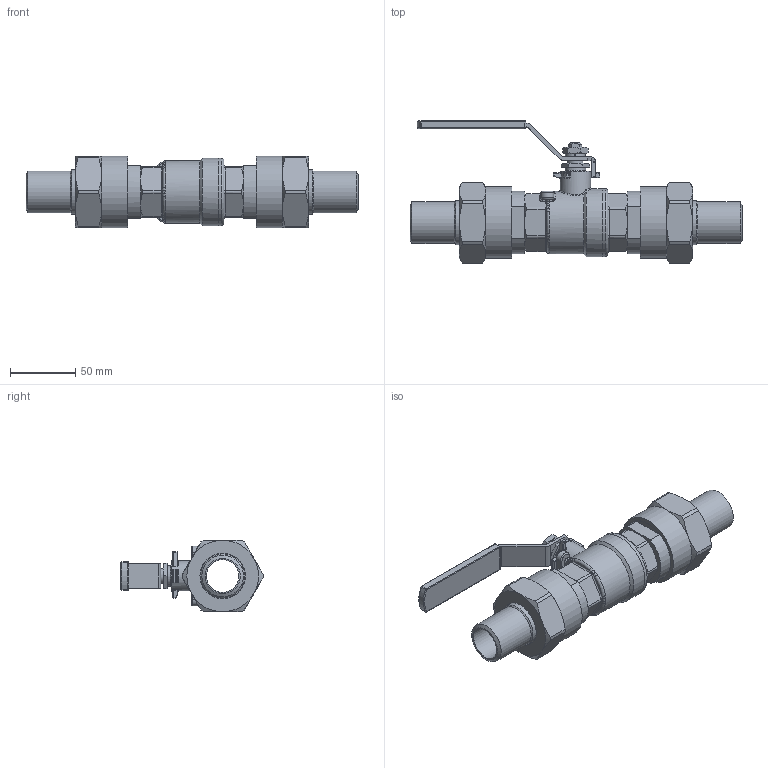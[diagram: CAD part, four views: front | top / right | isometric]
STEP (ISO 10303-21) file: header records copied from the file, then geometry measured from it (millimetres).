
FILE_DESCRIPTION((''),'2;1');
FILE_NAME('ФБ39 370 025 700.stp','2013-04-02T10:40:11',('��������'),(''),'Autodesk Inventor 2013','Autodesk Inventor 2013','');
FILE_SCHEMA(('AUTOMOTIVE_DESIGN { 1 0 10303 214 1 1 1 1 }'));
Length unit declared in the file: millimetre
Products named in the file (22): ФБ39 370 025 700; ФБ39 330 025 700; ФБ39 330 025 706; Пробка DN25_700; Кольцо330_25_700_ниж; Шпиндель; Седло330_025_700; ФБ39 330 025 707; Втулка резьбовая 330_025; ФБ39 330 025 710; ФБ39 330 025 721; Рукав330_025_700; ФБ39 330 025 712; ФБ39 330 025 711; ФБ39 330 025 709; Шайба 8 # ГОСТ 6402-70 Исполнение 1; Гайка M10 # ГОСТ 5916-70 Исполнение 1; ФБ39 330 025 703; ФБ39 370 025 701; ФБ39 170 025 004; ФБ39 170 025 003; ФБ39 170 025 002
Assembly tree (26 placements, depth 4):
  ФБ39 370 025 700
    ФБ39 330 025 700
      ФБ39 330 025 706
      Пробка DN25_700
      Кольцо330_25_700_ниж
      Шпиндель
      Седло330_025_700  x2
      ФБ39 330 025 707
      Втулка резьбовая 330_025
      ФБ39 330 025 710
        ФБ39 330 025 721
        Рукав330_025_700
      ФБ39 330 025 712
      ФБ39 330 025 711
      ФБ39 330 025 709
      Шайба 8 # ГОСТ 6402-70 Исполнение 1
      Гайка M10 # ГОСТ 5916-70 Исполнение 1
      ФБ39 330 025 703
    ФБ39 370 025 701  x2
    ФБ39 170 025 004  x2
    ФБ39 170 025 003  x2
    ФБ39 170 025 002  x2
Bounding box: 255 x 109.12 x 55 mm (x, y, z)
Volume: 325249.1 mm3; surface area: 148413 mm2
Topology: 24 solids, 24 shells, 703 faces, 1597 edges, 955 vertices
Faces by surface type: plane 250, cylinder 238, cone 90, bspline 55, torus 46, sphere 24
Full cylindrical faces by diameter (mm): 6 x2, 8.377 x1, 11.5 x5, 12 x2, 14 x2, 15 x1, 15.8 x1, 16.376 x1, 16.5 x3, 18 x1, 23.5 x1, 25 x9, 30.291 x2, 32 x8, 33.249 x2, 34 x2, 35 x2, 37 x4, 41 x1, 42 x1, 43.376 x1, 44 x6, 44.5 x2, 45 x2, 45.835 x2, 46 x1, 48 x3, 49 x3, 52 x2, 55 x2
Entity records: 19667 total; most frequent: CARTESIAN_POINT 5643, DIRECTION 2913, ORIENTED_EDGE 2590, EDGE_CURVE 1295, AXIS2_PLACEMENT_3D 1199, VERTEX_POINT 836, EDGE_LOOP 795, FACE_OUTER_BOUND 629
